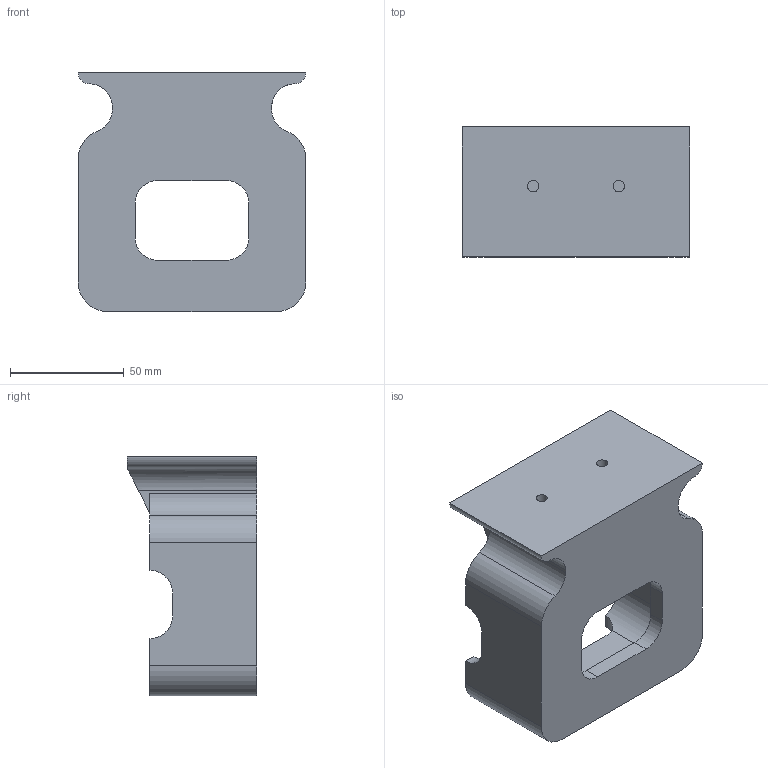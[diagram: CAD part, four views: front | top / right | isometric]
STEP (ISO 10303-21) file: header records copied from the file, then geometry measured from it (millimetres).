
FILE_DESCRIPTION(/* description */ (''),/* implementation_level */ '2;1');
FILE_NAME(/* name */ 'SUPPORT BAS HK G36 v1.step',/* time_stamp */ '2022-01-10T12:06:39+01:00',/* author */ (''),/* organization */ (''),/* preprocessor_version */ 'ST-DEVELOPER v18.1',/* originating_system */ 'Autodesk Translation Framework v10.10.0.1391',/* authorisation */ '');
FILE_SCHEMA (('AUTOMOTIVE_DESIGN { 1 0 10303 214 3 1 1 }'));
Length unit declared in the file: millimetre
Products named in the file (1): SUPPORT BAS HK G36
Bounding box: 100 x 57 x 105 mm (x, y, z)
Volume: 214640.1 mm3; surface area: 48277.5 mm2
Topology: 1 solids, 1 shells, 60 faces, 156 edges, 100 vertices
Faces by surface type: cylinder 30, plane 26, bspline 4
Full cylindrical faces by diameter (mm): 5 x2
Entity records: 1915 total; most frequent: CARTESIAN_POINT 367, DIRECTION 332, ORIENTED_EDGE 312, EDGE_CURVE 156, AXIS2_PLACEMENT_3D 121, VERTEX_POINT 100, LINE 90, VECTOR 90
